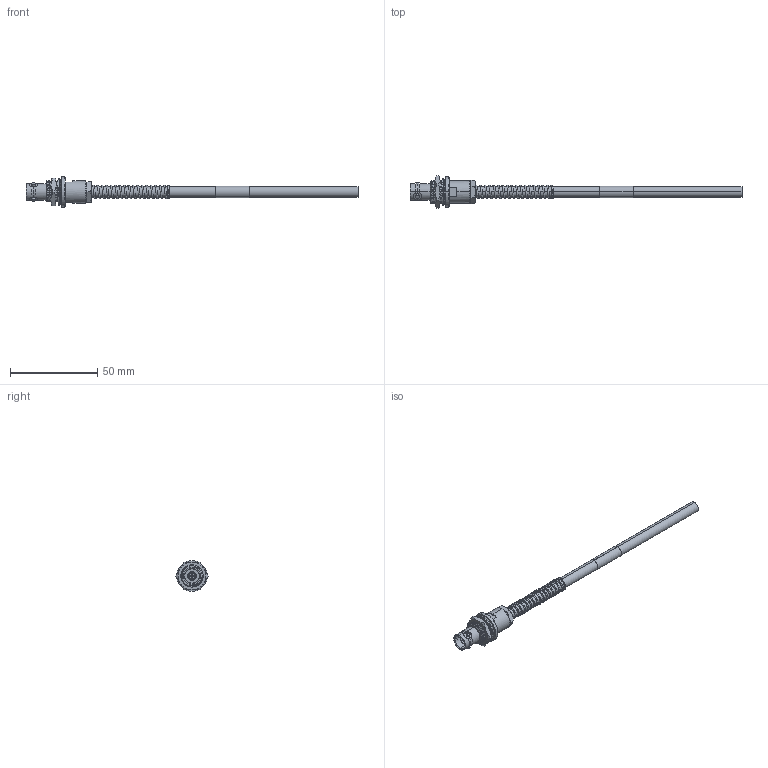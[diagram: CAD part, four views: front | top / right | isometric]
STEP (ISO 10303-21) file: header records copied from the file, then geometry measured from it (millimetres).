
FILE_DESCRIPTION (( 'STEP AP214' ), '1' );
FILE_NAME ('FM3MSA00671_3D.step', '2023-08-31T17:20:12', ( '' ), ( '' ), 'SwSTEP 2.0', 'SolidWorks 2022', '' );
FILE_SCHEMA (( 'AUTOMOTIVE_DESIGN' ));
Length unit declared in the file: inch
Products named in the file (10): 10-06577-XXX-MA6; 10-06577-XXX-MA3; 10-06577-XXX_WITH LARGE S.R.; 10-06577-XXX-MA4; TWC-124-2_6"; 10-06577-XXX-MA7_With Large Strain Relief; 10-06577-XXX-MA1; 1AW01-003_.25" x .75" long; 10-06577-XXX-MA5; FM3MSA00671_3D
Assembly tree (9 placements, depth 3):
  FM3MSA00671_3D
    TWC-124-2_6"
    10-06577-XXX_WITH LARGE S.R.
      10-06577-XXX-MA1
      10-06577-XXX-MA5
      10-06577-XXX-MA3
      10-06577-XXX-MA4
      10-06577-XXX-MA6
      10-06577-XXX-MA7_With Large Strain Relief
    1AW01-003_.25" x .75" long
Bounding box: 189.74 x 18.48 x 17.5 mm (x, y, z)
Volume: 8221.4 mm3; surface area: 9373.6 mm2
Topology: 8 solids, 8 shells, 342 faces, 877 edges, 564 vertices
Faces by surface type: cylinder 127, plane 100, cone 57, bspline 42, torus 16
Entity records: 33330 total; most frequent: CARTESIAN_POINT 24736, ORIENTED_EDGE 1750, DIRECTION 1522, EDGE_CURVE 875, AXIS2_PLACEMENT_3D 598, VERTEX_POINT 564, EDGE_LOOP 369, ADVANCED_FACE 342
